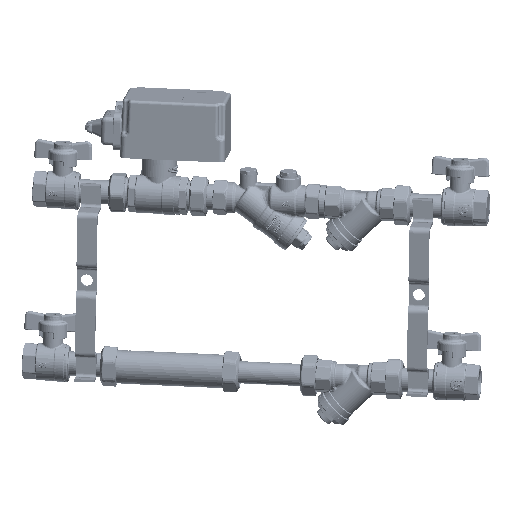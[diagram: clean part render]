
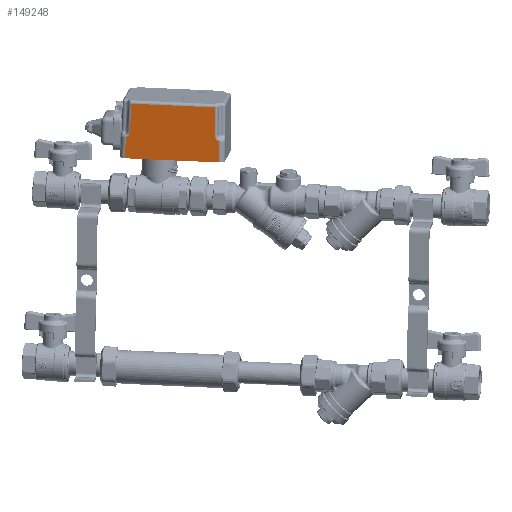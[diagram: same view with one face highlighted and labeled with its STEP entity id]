
A CAD part, front view. The second image highlights one B-rep face of the part: STEP entity #149248.
In plain terms, the highlighted planar face has unit normal (-0.112, -0.974, -0.195).
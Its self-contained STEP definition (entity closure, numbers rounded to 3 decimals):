
#148392=CARTESIAN_POINT('Vertex',(-299.423,-190.251,133.225)) ;
#148395=CARTESIAN_POINT('Line Origine',(-298.264,-196.122,161.865)) ;
#148399=CARTESIAN_POINT('Vertex',(-298.577,-194.539,154.141)) ;
#148485=CARTESIAN_POINT('Vertex',(-206.233,-200.125,129.105)) ;
#148488=CARTESIAN_POINT('Line Origine',(-252.828,-195.188,131.165)) ;
#149190=CARTESIAN_POINT('Axis2P3D Location',(-252.828,-195.188,131.165)) ;
#149195=CARTESIAN_POINT('Line Origine',(-251.591,-206.236,185.602)) ;
#149199=CARTESIAN_POINT('Vertex',(-293.249,-201.822,187.444)) ;
#149201=CARTESIAN_POINT('Vertex',(-209.934,-210.649,183.76)) ;
#149205=CARTESIAN_POINT('Control Point',(-294.381,-196.081,159.435)) ;
#149206=CARTESIAN_POINT('Control Point',(-293.249,-201.822,187.444)) ;
#149207=CARTESIAN_POINT('Vertex',(-294.381,-196.081,159.435)) ;
#149211=CARTESIAN_POINT('Control Point',(-298.577,-194.539,154.141)) ;
#149212=CARTESIAN_POINT('Control Point',(-297.174,-194.779,154.538)) ;
#149213=CARTESIAN_POINT('Control Point',(-295.905,-195.09,155.364)) ;
#149214=CARTESIAN_POINT('Control Point',(-294.949,-195.442,156.571)) ;
#149215=CARTESIAN_POINT('Control Point',(-294.44,-195.784,157.989)) ;
#149216=CARTESIAN_POINT('Control Point',(-294.381,-196.081,159.435)) ;
#149219=CARTESIAN_POINT('Control Point',(-206.233,-200.125,129.105)) ;
#149220=CARTESIAN_POINT('Control Point',(-206.128,-204.334,150.054)) ;
#149221=CARTESIAN_POINT('Vertex',(-206.128,-204.334,150.054)) ;
#149225=CARTESIAN_POINT('Control Point',(-210.075,-205.013,155.708)) ;
#149226=CARTESIAN_POINT('Control Point',(-210.082,-204.723,154.26)) ;
#149227=CARTESIAN_POINT('Control Point',(-209.638,-204.481,152.799)) ;
#149228=CARTESIAN_POINT('Control Point',(-208.739,-204.326,151.51)) ;
#149229=CARTESIAN_POINT('Control Point',(-207.51,-204.28,150.574)) ;
#149230=CARTESIAN_POINT('Control Point',(-206.128,-204.334,150.054)) ;
#149231=CARTESIAN_POINT('Vertex',(-210.075,-205.013,155.708)) ;
#149235=CARTESIAN_POINT('Control Point',(-210.075,-205.013,155.708)) ;
#149236=CARTESIAN_POINT('Control Point',(-209.934,-210.649,183.76)) ;
#148397=VECTOR('Line Direction',#148396,1.) ;
#148490=VECTOR('Line Direction',#148489,1.) ;
#149197=VECTOR('Line Direction',#149196,1.) ;
#148396=DIRECTION('Vector Direction',(0.04,-0.201,0.979)) ;
#148489=DIRECTION('Vector Direction',(0.993,-0.105,-0.044)) ;
#149191=DIRECTION('Axis2P3D Direction',(-0.112,-0.974,-0.195)) ;
#149192=DIRECTION('Axis2P3D XDirection',(-0.993,0.105,0.044)) ;
#149196=DIRECTION('Vector Direction',(-0.993,0.105,0.044)) ;
#149193=AXIS2_PLACEMENT_3D('Plane Axis2P3D',#149190,#149191,#149192) ;
#148398=LINE('Line',#148395,#148397) ;
#148491=LINE('Line',#148488,#148490) ;
#149198=LINE('Line',#149195,#149197) ;
#149194=PLANE('',#149193) ;
#148401=EDGE_CURVE('',#148393,#148400,#148398,.T.) ;
#148492=EDGE_CURVE('',#148486,#148393,#148491,.F.) ;
#149203=EDGE_CURVE('',#149200,#149202,#149198,.F.) ;
#149209=EDGE_CURVE('',#149208,#149200,#149204,.T.) ;
#149217=EDGE_CURVE('',#148400,#149208,#149210,.T.) ;
#149223=EDGE_CURVE('',#149222,#148486,#149218,.F.) ;
#149233=EDGE_CURVE('',#149232,#149222,#149224,.T.) ;
#149237=EDGE_CURVE('',#149202,#149232,#149234,.F.) ;
#149239=ORIENTED_EDGE('',*,*,#149203,.F.) ;
#149240=ORIENTED_EDGE('',*,*,#149209,.F.) ;
#149241=ORIENTED_EDGE('',*,*,#149217,.F.) ;
#149242=ORIENTED_EDGE('',*,*,#148401,.F.) ;
#149243=ORIENTED_EDGE('',*,*,#148492,.F.) ;
#149244=ORIENTED_EDGE('',*,*,#149223,.F.) ;
#149245=ORIENTED_EDGE('',*,*,#149233,.F.) ;
#149246=ORIENTED_EDGE('',*,*,#149237,.F.) ;
#149238=EDGE_LOOP('',(#149239,#149240,#149241,#149242,#149243,#149244,#149245,#149246)) ;
#148393=VERTEX_POINT('',#148392) ;
#148400=VERTEX_POINT('',#148399) ;
#148486=VERTEX_POINT('',#148485) ;
#149200=VERTEX_POINT('',#149199) ;
#149202=VERTEX_POINT('',#149201) ;
#149208=VERTEX_POINT('',#149207) ;
#149222=VERTEX_POINT('',#149221) ;
#149232=VERTEX_POINT('',#149231) ;
#149248=ADVANCED_FACE('79759+ VALV.1\\646002.1\\69786.1\\pan head cross recess screw_din-7-solid1',(#149247),#149194,.T.) ;
#149204=B_SPLINE_CURVE_WITH_KNOTS('',1,(#149205,#149206),.UNSPECIFIED.,.F.,.U.,(2,2),(-0.829,27.785),.UNSPECIFIED.) ;
#149210=B_SPLINE_CURVE_WITH_KNOTS('',5,(#149211,#149212,#149213,#149214,#149215,#149216),.UNSPECIFIED.,.F.,.U.,(6,6),(18.03,26.288),.UNSPECIFIED.) ;
#149218=B_SPLINE_CURVE_WITH_KNOTS('',1,(#149219,#149220),.UNSPECIFIED.,.F.,.U.,(2,2),(-29.259,-7.891),.UNSPECIFIED.) ;
#149224=B_SPLINE_CURVE_WITH_KNOTS('',5,(#149225,#149226,#149227,#149228,#149229,#149230),.UNSPECIFIED.,.F.,.U.,(6,6),(15.866,24.125),.UNSPECIFIED.) ;
#149234=B_SPLINE_CURVE_WITH_KNOTS('',1,(#149235,#149236),.UNSPECIFIED.,.F.,.U.,(2,2),(-0.829,27.785),.UNSPECIFIED.) ;
#149247=FACE_OUTER_BOUND('',#149238,.T.) ;
